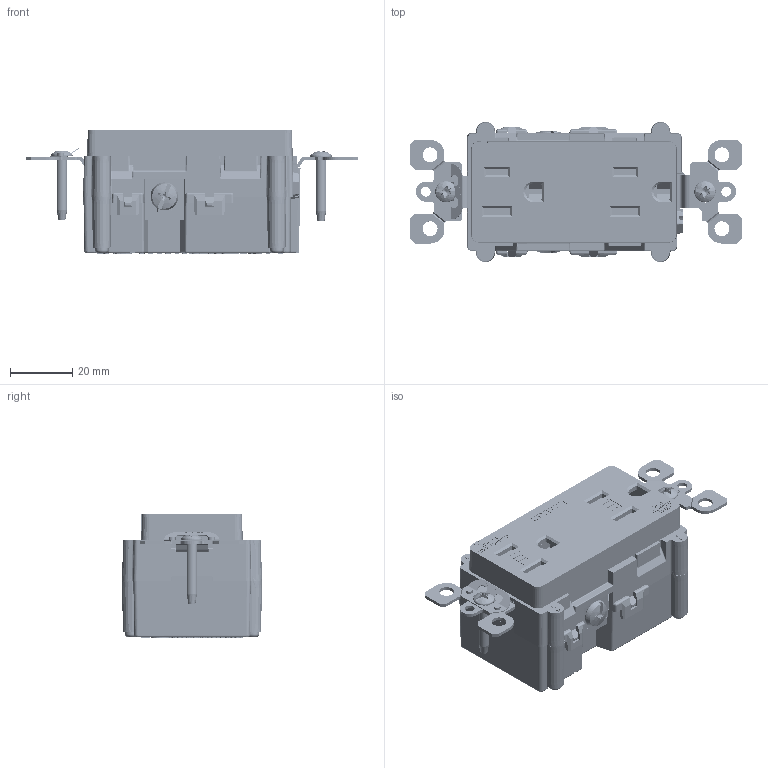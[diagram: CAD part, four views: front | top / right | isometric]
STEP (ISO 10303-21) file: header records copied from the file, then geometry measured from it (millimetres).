
FILE_DESCRIPTION (( 'STEP AP214' ), '1' );
FILE_NAME ('ORC4996-M01.STEP', '2024-07-02T15:33:24', ( '' ), ( '' ), 'SwSTEP 2.0', 'SolidWorks 2020', '' );
FILE_SCHEMA (( 'AUTOMOTIVE_DESIGN' ));
Length unit declared in the file: inch
Products named in the file (1): ORC4996-M01
Bounding box: 106.93 x 45.19 x 39.84 mm (x, y, z)
Surface area: 45382.6 mm2 (no closed solid volume)
Topology: 0 solids, 23 shells, 8915 faces, 24404 edges, 16089 vertices
Faces by surface type: plane 6290, bspline 1715, cylinder 655, cone 141, sphere 77, torus 37
Full cylindrical faces by diameter (mm): 1.143 x1, 1.575 x4, 2.184 x4, 2.362 x4, 2.381 x1, 2.464 x4, 2.515 x4, 3.15 x2, 3.404 x2, 3.556 x4, 4.064 x4, 4.166 x5, 4.242 x4, 4.674 x1, 4.775 x4, 5.381 x1, 5.588 x1, 5.994 x2, 6.858 x2
Entity records: 530080 total; most frequent: CARTESIAN_POINT 204641, ORIENTED_EDGE 48442, DIRECTION 33863, EDGE_CURVE 24222, LINE 17405, VECTOR 17405, VERTEX_POINT 16046, EDGE_LOOP 9685
